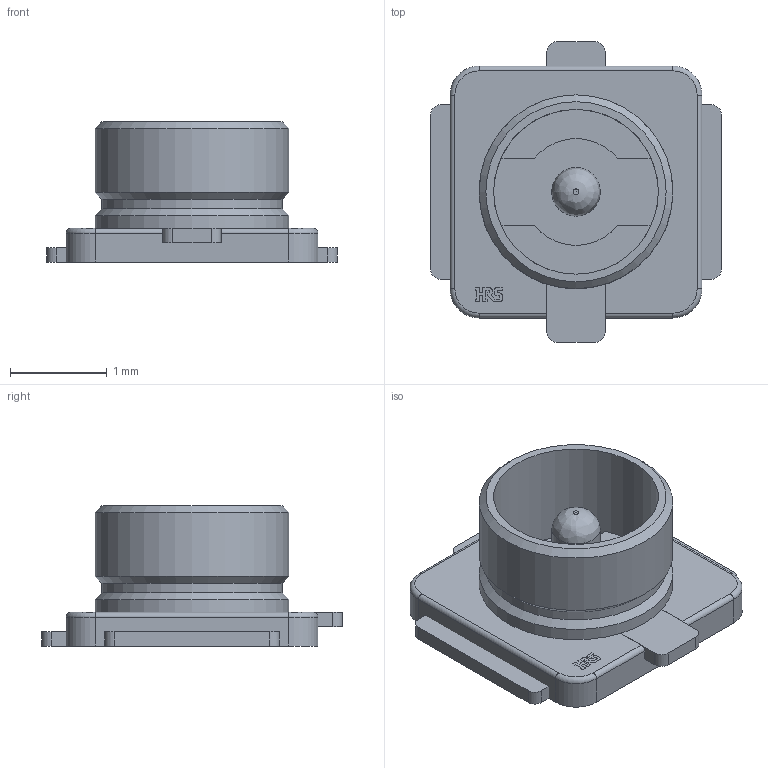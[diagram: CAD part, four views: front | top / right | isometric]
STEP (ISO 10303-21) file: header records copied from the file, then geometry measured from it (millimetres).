
FILE_DESCRIPTION(/* description */ (''),/* implementation_level */ '2;1');
FILE_NAME(/* name */ '2.stp',/* time_stamp */ '2020-11-09T23:22:45+02:00',/* author */ ('k'),/* organization */ (''),/* preprocessor_version */ 'ST-DEVELOPER v15.6',/* originating_system */ 'Autodesk Inventor 2015',/* authorisation */ '');
FILE_SCHEMA (('AUTOMOTIVE_DESIGN { 1 0 10303 214 3 1 1 }'));
Products named in the file (10): 1; 2; 3; 4; 5; U.FL-R-SMT-1; Hirose Logo adjastable; 6
Bounding box: 3 x 3.1 x 1.45 mm (x, y, z)
Volume: 3.8 mm3; surface area: 47.1 mm2
Topology: 9 solids, 9 shells, 203 faces, 542 edges, 358 vertices
Faces by surface type: plane 159, cylinder 33, cone 6, torus 4, bspline 1
Full cylindrical faces by diameter (mm): 0.127 x1, 0.5 x1, 1.7 x2, 1.86 x1, 2 x2
Entity records: 6577 total; most frequent: CARTESIAN_POINT 1129, ORIENTED_EDGE 1050, DIRECTION 1044, EDGE_CURVE 525, LINE 446, VECTOR 446, VERTEX_POINT 354, AXIS2_PLACEMENT_3D 299
